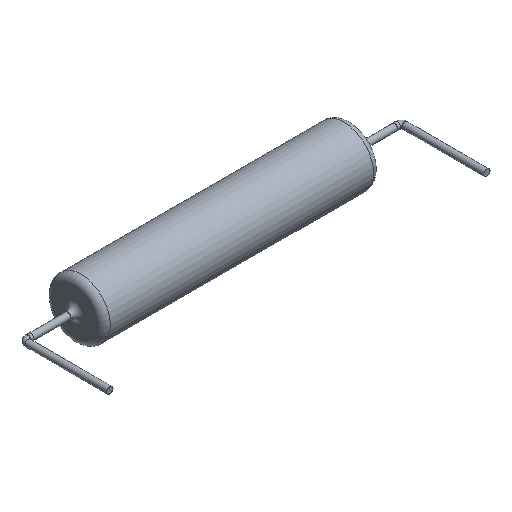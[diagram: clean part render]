
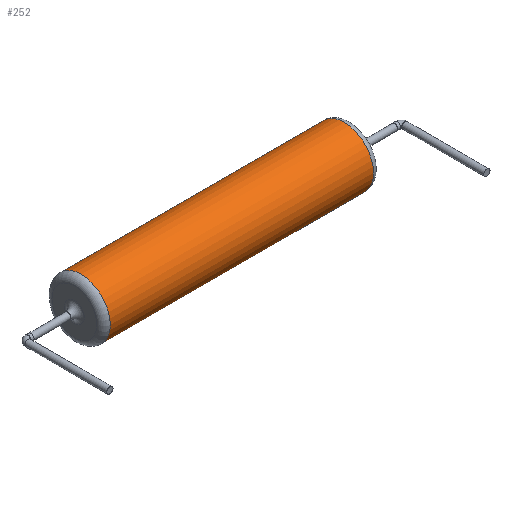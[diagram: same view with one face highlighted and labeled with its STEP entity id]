
A CAD part, isometric view. The second image highlights one B-rep face of the part: STEP entity #252.
In plain terms, the highlighted cylindrical face has radius 4.765 mm (diameter 9.53 mm), a full revolution.
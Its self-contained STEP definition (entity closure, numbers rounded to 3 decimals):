
#26=LINE('',#454,#33);
#33=VECTOR('',#364,4.765);
#40=CYLINDRICAL_SURFACE('',#298,4.765);
#51=FACE_OUTER_BOUND('',#72,.T.);
#72=EDGE_LOOP('',(#180,#181,#182,#183));
#97=CIRCLE('',#297,4.765);
#98=CIRCLE('',#299,4.765);
#119=VERTEX_POINT('',#449);
#120=VERTEX_POINT('',#453);
#141=EDGE_CURVE('',#119,#119,#97,.T.);
#142=EDGE_CURVE('',#119,#120,#26,.T.);
#143=EDGE_CURVE('',#120,#120,#98,.T.);
#180=ORIENTED_EDGE('',*,*,#141,.F.);
#181=ORIENTED_EDGE('',*,*,#142,.T.);
#182=ORIENTED_EDGE('',*,*,#143,.T.);
#183=ORIENTED_EDGE('',*,*,#142,.F.);
#252=ADVANCED_FACE('',(#51),#40,.T.);
#297=AXIS2_PLACEMENT_3D('',#451,#360,#361);
#298=AXIS2_PLACEMENT_3D('',#452,#362,#363);
#299=AXIS2_PLACEMENT_3D('',#455,#365,#366);
#360=DIRECTION('center_axis',(-1.,0.,0.));
#361=DIRECTION('ref_axis',(0.,0.,1.));
#362=DIRECTION('center_axis',(-1.,0.,0.));
#363=DIRECTION('ref_axis',(0.,0.,1.));
#364=DIRECTION('',(1.,0.,0.));
#365=DIRECTION('center_axis',(-1.,0.,0.));
#366=DIRECTION('ref_axis',(0.,0.,1.));
#449=CARTESIAN_POINT('',(-21.505,0.,-4.765));
#451=CARTESIAN_POINT('Origin',(-21.505,0.,0.));
#452=CARTESIAN_POINT('Origin',(-60.705,0.,0.));
#453=CARTESIAN_POINT('',(21.505,0.,-4.765));
#454=CARTESIAN_POINT('',(-60.705,0.,-4.765));
#455=CARTESIAN_POINT('Origin',(21.505,0.,0.));
